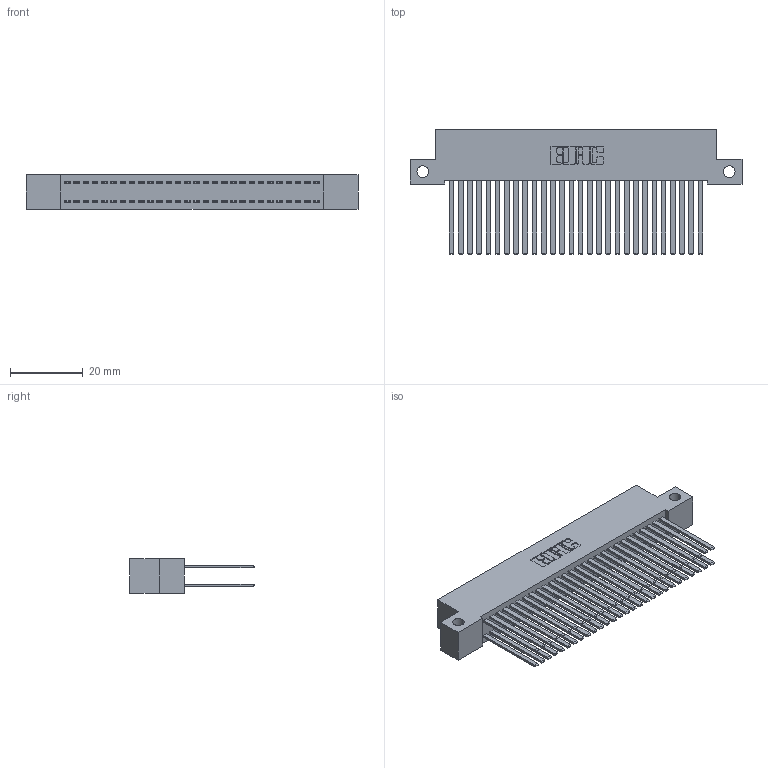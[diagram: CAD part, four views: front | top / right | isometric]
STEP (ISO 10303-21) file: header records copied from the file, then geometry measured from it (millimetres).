
FILE_DESCRIPTION (( 'STEP AP203' ), '1' );
FILE_NAME ('392-056-544-212.STEP', '2019-10-08T15:22:53', ( '' ), ( '' ), 'SwSTEP 2.0', 'SolidWorks 2016', '' );
FILE_SCHEMA (( 'CONFIG_CONTROL_DESIGN' ));
Length unit declared in the file: inch
Products named in the file (3): 342 Part_Side Mount; 345-292-001_345-293-144; 392-056-544-212
Assembly tree (57 placements, depth 2):
  392-056-544-212
    342 Part_Side Mount
    345-292-001_345-293-144  x56
Bounding box: 91.44 x 34.3 x 9.4 mm (x, y, z)
Volume: 8860.7 mm3; surface area: 16092.2 mm2
Topology: 57 solids, 57 shells, 2686 faces, 7971 edges, 5238 vertices
Faces by surface type: plane 1858, cylinder 828
Entity records: 19511 total; most frequent: CARTESIAN_POINT 3246, ORIENTED_EDGE 3182, DIRECTION 2795, EDGE_CURVE 1591, LINE 1467, VECTOR 1467, VERTEX_POINT 1058, AXIS2_PLACEMENT_3D 664
